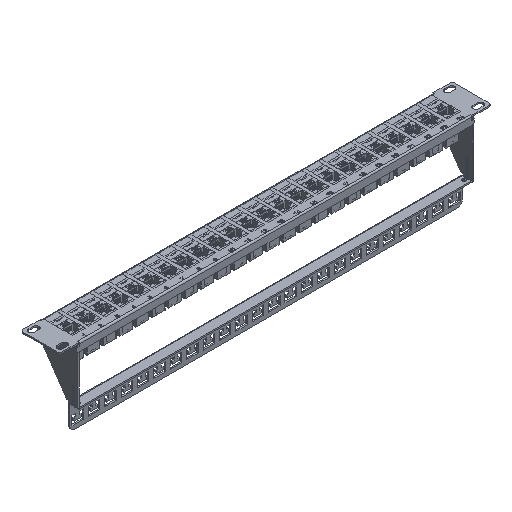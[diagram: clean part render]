
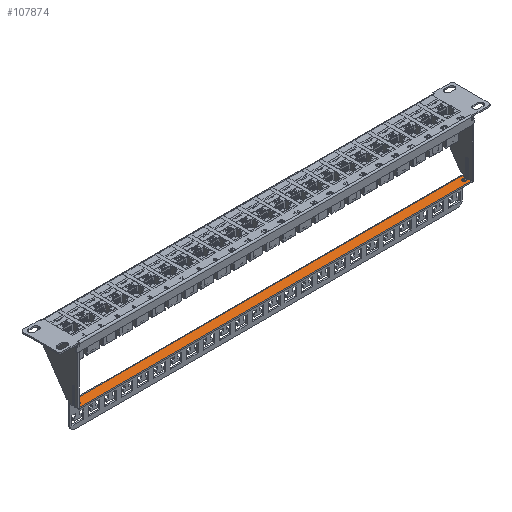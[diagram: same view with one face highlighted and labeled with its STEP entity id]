
A CAD part, isometric view. The second image highlights one B-rep face of the part: STEP entity #107874.
In plain terms, the highlighted face is planar.
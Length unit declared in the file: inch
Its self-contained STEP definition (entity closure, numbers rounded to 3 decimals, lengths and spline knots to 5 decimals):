
#371 = LINE ( 'NONE', #24727, #47391 ) ;
#1480 = CARTESIAN_POINT ( 'NONE',  ( 8.64, -0.48, 0. ) ) ;
#2369 = ORIENTED_EDGE ( 'NONE', *, *, #8019, .T. ) ;
#7819 = CARTESIAN_POINT ( 'NONE',  ( -8.4345, -0.2844, 0. ) ) ;
#8019 = EDGE_CURVE ( 'NONE', #92970, #93717, #95904, .T. ) ;
#8325 = CARTESIAN_POINT ( 'NONE',  ( -8.64, -0.2094, 0. ) ) ;
#8861 = ORIENTED_EDGE ( 'NONE', *, *, #83634, .T. ) ;
#11863 = DIRECTION ( 'NONE',  ( 0., -1., 0. ) ) ;
#12483 = VECTOR ( 'NONE', #65641, 39.37008 ) ;
#12680 = EDGE_CURVE ( 'NONE', #108384, #110429, #371, .T. ) ;
#13288 = VERTEX_POINT ( 'NONE', #123137 ) ;
#13824 = CARTESIAN_POINT ( 'NONE',  ( 8.65, -0.0698, 0. ) ) ;
#14987 = AXIS2_PLACEMENT_3D ( 'NONE', #51788, #71600, #122262 ) ;
#16694 = DIRECTION ( 'NONE',  ( -1., 0., 0. ) ) ;
#17623 = EDGE_CURVE ( 'NONE', #46108, #107020, #56351, .T. ) ;
#18138 = CIRCLE ( 'NONE', #64823, 0.056 ) ;
#19365 = CARTESIAN_POINT ( 'NONE',  ( -8.64, -0.3404, 0. ) ) ;
#19575 = VERTEX_POINT ( 'NONE', #83472 ) ;
#22902 = CARTESIAN_POINT ( 'NONE',  ( 8.65, -0.3404, 0. ) ) ;
#24727 = CARTESIAN_POINT ( 'NONE',  ( 8.65, -0.2094, 0. ) ) ;
#24874 = VERTEX_POINT ( 'NONE', #97556 ) ;
#26786 = VECTOR ( 'NONE', #51110, 39.37008 ) ;
#28418 = CARTESIAN_POINT ( 'NONE',  ( 8.65, -0.48, 0. ) ) ;
#28956 = CARTESIAN_POINT ( 'NONE',  ( 8.4905, -0.2654, 0. ) ) ;
#31368 = CARTESIAN_POINT ( 'NONE',  ( -8.64, -0.0698, 0. ) ) ;
#31638 = VECTOR ( 'NONE', #52044, 39.37008 ) ;
#31753 = ORIENTED_EDGE ( 'NONE', *, *, #118538, .T. ) ;
#32375 = ORIENTED_EDGE ( 'NONE', *, *, #77828, .F. ) ;
#32861 = EDGE_CURVE ( 'NONE', #81442, #121176, #68358, .T. ) ;
#34061 = LINE ( 'NONE', #22902, #48157 ) ;
#34146 = LINE ( 'NONE', #13824, #79874 ) ;
#35641 = CARTESIAN_POINT ( 'NONE',  ( -8.4905, -0.3404, 0. ) ) ;
#38403 = EDGE_CURVE ( 'NONE', #108384, #52786, #108280, .T. ) ;
#39125 = CARTESIAN_POINT ( 'NONE',  ( 8.64, -0.3404, 0. ) ) ;
#40268 = VERTEX_POINT ( 'NONE', #110913 ) ;
#40717 = LINE ( 'NONE', #44992, #12483 ) ;
#43426 = VERTEX_POINT ( 'NONE', #124705 ) ;
#44168 = CARTESIAN_POINT ( 'NONE',  ( -8.64, -0.2094, 0. ) ) ;
#44275 = CARTESIAN_POINT ( 'NONE',  ( -8.4905, -0.2094, 0. ) ) ;
#44992 = CARTESIAN_POINT ( 'NONE',  ( -8.4345, -0.48, 0. ) ) ;
#46108 = VERTEX_POINT ( 'NONE', #31368 ) ;
#47074 = EDGE_CURVE ( 'NONE', #92970, #19575, #84092, .T. ) ;
#47391 = VECTOR ( 'NONE', #104801, 39.37008 ) ;
#47637 = EDGE_CURVE ( 'NONE', #13288, #24874, #68172, .T. ) ;
#48157 = VECTOR ( 'NONE', #63284, 39.37008 ) ;
#48306 = DIRECTION ( 'NONE',  ( 0., 0., -1. ) ) ;
#48891 = CARTESIAN_POINT ( 'NONE',  ( -8.4905, -0.2654, 0. ) ) ;
#49643 = FACE_OUTER_BOUND ( 'NONE', #128454, .T. ) ;
#51110 = DIRECTION ( 'NONE',  ( 0., 1., 0. ) ) ;
#51319 = EDGE_CURVE ( 'NONE', #40268, #19575, #83493, .T. ) ;
#51788 = CARTESIAN_POINT ( 'NONE',  ( 8.4905, -0.2844, 0. ) ) ;
#52036 = VECTOR ( 'NONE', #16694, 39.37008 ) ;
#52044 = DIRECTION ( 'NONE',  ( -1., 0., 0. ) ) ;
#52786 = VERTEX_POINT ( 'NONE', #125593 ) ;
#56351 = LINE ( 'NONE', #91835, #108395 ) ;
#56580 = AXIS2_PLACEMENT_3D ( 'NONE', #48891, #110104, #68262 ) ;
#59691 = DIRECTION ( 'NONE',  ( 1., 0., 0. ) ) ;
#60711 = ORIENTED_EDGE ( 'NONE', *, *, #51319, .T. ) ;
#62180 = EDGE_CURVE ( 'NONE', #40268, #86852, #129008, .T. ) ;
#62561 = CARTESIAN_POINT ( 'NONE',  ( -8.4625, -0.3404, 0. ) ) ;
#63284 = DIRECTION ( 'NONE',  ( 1., 0., 0. ) ) ;
#64035 = ORIENTED_EDGE ( 'NONE', *, *, #47074, .F. ) ;
#64330 = DIRECTION ( 'NONE',  ( -1., 0., 0. ) ) ;
#64823 = AXIS2_PLACEMENT_3D ( 'NONE', #88430, #48306, #68566 ) ;
#64969 = ORIENTED_EDGE ( 'NONE', *, *, #32861, .F. ) ;
#65641 = DIRECTION ( 'NONE',  ( 0., 1., 0. ) ) ;
#66915 = AXIS2_PLACEMENT_3D ( 'NONE', #28956, #128768, #59691 ) ;
#68172 = CIRCLE ( 'NONE', #14987, 0.056 ) ;
#68262 = DIRECTION ( 'NONE',  ( 1., 0., 0. ) ) ;
#68358 = CIRCLE ( 'NONE', #56580, 0.056 ) ;
#68566 = DIRECTION ( 'NONE',  ( 1., 0., 0. ) ) ;
#69135 = VECTOR ( 'NONE', #72681, 39.37008 ) ;
#69437 = CIRCLE ( 'NONE', #66915, 0.056 ) ;
#71177 = ORIENTED_EDGE ( 'NONE', *, *, #129400, .T. ) ;
#71600 = DIRECTION ( 'NONE',  ( 0., 0., -1. ) ) ;
#72681 = DIRECTION ( 'NONE',  ( 1., 0., 0. ) ) ;
#73924 = CARTESIAN_POINT ( 'NONE',  ( 8.4905, -0.2094, 0. ) ) ;
#75472 = ORIENTED_EDGE ( 'NONE', *, *, #121508, .F. ) ;
#76242 = VECTOR ( 'NONE', #98497, 39.37008 ) ;
#77326 = EDGE_CURVE ( 'NONE', #52786, #46108, #34146, .T. ) ;
#77752 = ORIENTED_EDGE ( 'NONE', *, *, #12680, .T. ) ;
#77828 = EDGE_CURVE ( 'NONE', #106551, #93717, #18138, .T. ) ;
#78525 = DIRECTION ( 'NONE',  ( 0., 0., 1. ) ) ;
#79874 = VECTOR ( 'NONE', #64330, 39.37008 ) ;
#80566 = ORIENTED_EDGE ( 'NONE', *, *, #77326, .F. ) ;
#80905 = ORIENTED_EDGE ( 'NONE', *, *, #127092, .T. ) ;
#81442 = VERTEX_POINT ( 'NONE', #44275 ) ;
#81506 = VECTOR ( 'NONE', #123507, 39.37008 ) ;
#81802 = AXIS2_PLACEMENT_3D ( 'NONE', #28418, #78525, #102310 ) ;
#83472 = CARTESIAN_POINT ( 'NONE',  ( -8.64, -0.48, 0. ) ) ;
#83493 = LINE ( 'NONE', #123351, #31638 ) ;
#83634 = EDGE_CURVE ( 'NONE', #106551, #121176, #40717, .T. ) ;
#84092 = LINE ( 'NONE', #108183, #76242 ) ;
#86852 = VERTEX_POINT ( 'NONE', #39125 ) ;
#88430 = CARTESIAN_POINT ( 'NONE',  ( -8.4905, -0.2844, 0. ) ) ;
#90670 = ORIENTED_EDGE ( 'NONE', *, *, #38403, .F. ) ;
#91835 = CARTESIAN_POINT ( 'NONE',  ( -8.64, -0.0698, 0. ) ) ;
#92970 = VERTEX_POINT ( 'NONE', #19365 ) ;
#93546 = CARTESIAN_POINT ( 'NONE',  ( 8.64, -0.48, 0. ) ) ;
#93717 = VERTEX_POINT ( 'NONE', #35641 ) ;
#93882 = CARTESIAN_POINT ( 'NONE',  ( -8.4345, -0.2654, 0. ) ) ;
#95904 = LINE ( 'NONE', #62561, #69135 ) ;
#97556 = CARTESIAN_POINT ( 'NONE',  ( 8.4345, -0.2844, 0. ) ) ;
#98497 = DIRECTION ( 'NONE',  ( 0., -1., 0. ) ) ;
#100649 = ORIENTED_EDGE ( 'NONE', *, *, #17623, .F. ) ;
#101612 = CARTESIAN_POINT ( 'NONE',  ( 8.4345, -0.3124, 0. ) ) ;
#102310 = DIRECTION ( 'NONE',  ( 1., 0., 0. ) ) ;
#102581 = CARTESIAN_POINT ( 'NONE',  ( 8.64, -0.2094, 0. ) ) ;
#104801 = DIRECTION ( 'NONE',  ( -1., 0., 0. ) ) ;
#105543 = LINE ( 'NONE', #8325, #52036 ) ;
#106551 = VERTEX_POINT ( 'NONE', #7819 ) ;
#107020 = VERTEX_POINT ( 'NONE', #44168 ) ;
#107874 = ADVANCED_FACE ( 'NONE', ( #49643 ), #109822, .F. ) ;
#108183 = CARTESIAN_POINT ( 'NONE',  ( -8.64, -0.0698, 0. ) ) ;
#108280 = LINE ( 'NONE', #93546, #81506 ) ;
#108384 = VERTEX_POINT ( 'NONE', #102581 ) ;
#108395 = VECTOR ( 'NONE', #122662, 39.37008 ) ;
#109822 = PLANE ( 'NONE',  #81802 ) ;
#110104 = DIRECTION ( 'NONE',  ( 0., 0., -1. ) ) ;
#110429 = VERTEX_POINT ( 'NONE', #73924 ) ;
#110913 = CARTESIAN_POINT ( 'NONE',  ( 8.64, -0.48, 0. ) ) ;
#117141 = VECTOR ( 'NONE', #11863, 39.37008 ) ;
#118538 = EDGE_CURVE ( 'NONE', #81442, #107020, #105543, .T. ) ;
#118907 = ORIENTED_EDGE ( 'NONE', *, *, #62180, .F. ) ;
#121176 = VERTEX_POINT ( 'NONE', #93882 ) ;
#121508 = EDGE_CURVE ( 'NONE', #43426, #110429, #69437, .T. ) ;
#122262 = DIRECTION ( 'NONE',  ( 1., 0., 0. ) ) ;
#122662 = DIRECTION ( 'NONE',  ( 0., -1., 0. ) ) ;
#123137 = CARTESIAN_POINT ( 'NONE',  ( 8.4905, -0.3404, 0. ) ) ;
#123351 = CARTESIAN_POINT ( 'NONE',  ( 8.65, -0.48, 0. ) ) ;
#123442 = LINE ( 'NONE', #101612, #117141 ) ;
#123507 = DIRECTION ( 'NONE',  ( 0., 1., 0. ) ) ;
#124705 = CARTESIAN_POINT ( 'NONE',  ( 8.4345, -0.2654, 0. ) ) ;
#125593 = CARTESIAN_POINT ( 'NONE',  ( 8.64, -0.0698, 0. ) ) ;
#126404 = ORIENTED_EDGE ( 'NONE', *, *, #47637, .F. ) ;
#127092 = EDGE_CURVE ( 'NONE', #43426, #24874, #123442, .T. ) ;
#128454 = EDGE_LOOP ( 'NONE', ( #64969, #31753, #100649, #80566, #90670, #77752, #75472, #80905, #126404, #71177, #118907, #60711, #64035, #2369, #32375, #8861 ) ) ;
#128768 = DIRECTION ( 'NONE',  ( 0., 0., -1. ) ) ;
#129008 = LINE ( 'NONE', #1480, #26786 ) ;
#129400 = EDGE_CURVE ( 'NONE', #13288, #86852, #34061, .T. ) ;
